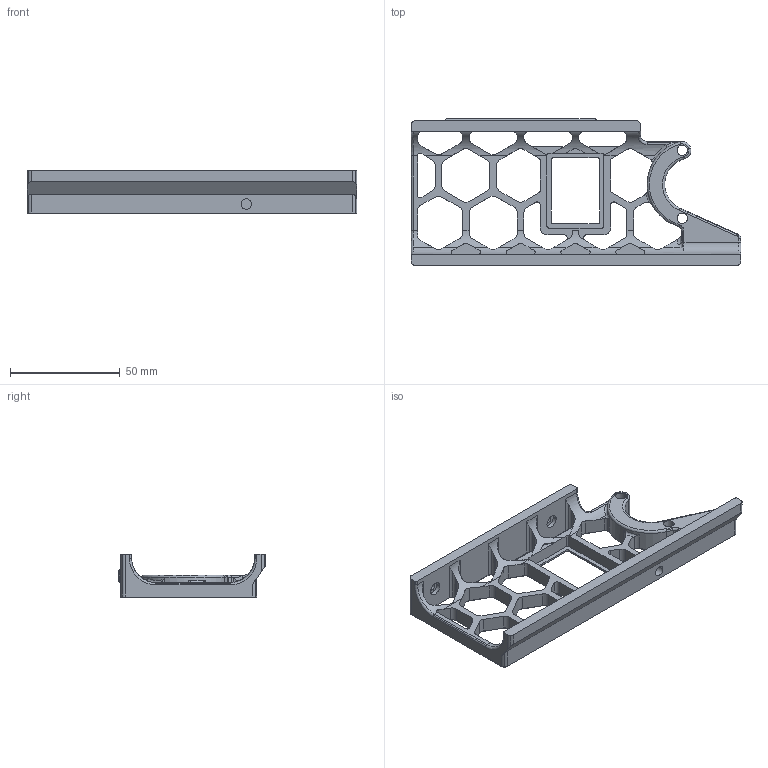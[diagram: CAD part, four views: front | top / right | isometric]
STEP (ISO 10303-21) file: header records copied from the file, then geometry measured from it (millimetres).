
FILE_DESCRIPTION (( 'STEP AP214' ), '1' );
FILE_NAME ('Front_Back_Skirt_350_DPST_Rocker_b.STEP', '2023-01-16T02:45:36', ( '' ), ( '' ), 'SwSTEP 2.0', 'SolidWorks 2023', '' );
FILE_SCHEMA (( 'AUTOMOTIVE_DESIGN' ));
Length unit declared in the file: millimetre
Products named in the file (1): Front_Back_Skirt_350_DPST_Rocker_b
Bounding box: 150.5 x 67 x 20 mm (x, y, z)
Volume: 43369.9 mm3; surface area: 25362.4 mm2
Topology: 1 solids, 1 shells, 551 faces, 1458 edges, 898 vertices
Faces by surface type: cylinder 205, plane 205, cone 122, torus 12, bspline 7
Entity records: 18346 total; most frequent: CARTESIAN_POINT 4794, ORIENTED_EDGE 2912, DIRECTION 2807, EDGE_CURVE 1456, AXIS2_PLACEMENT_3D 995, VERTEX_POINT 898, VECTOR 817, LINE 817
